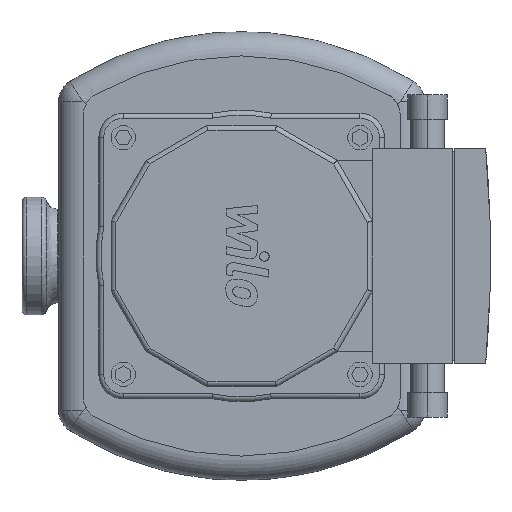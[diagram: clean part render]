
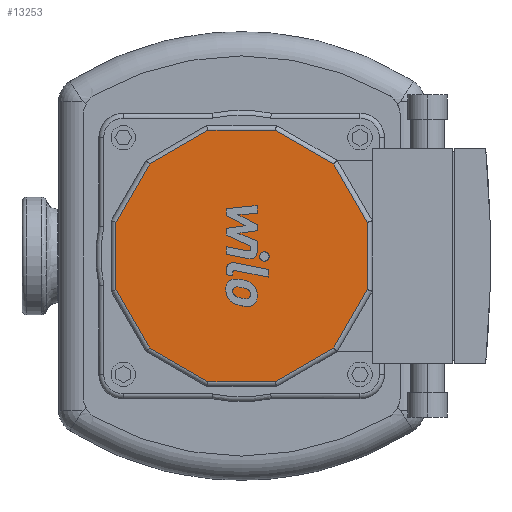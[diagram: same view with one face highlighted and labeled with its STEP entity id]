
A CAD part, front view. The second image highlights one B-rep face of the part: STEP entity #13253.
In plain terms, the highlighted planar face has unit normal (0, -1, 0).
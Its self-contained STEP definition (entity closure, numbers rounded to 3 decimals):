
#12825=CARTESIAN_POINT('',(76.201,-171.0,-51.5));
#12826=VERTEX_POINT('',#12825);
#12827=CARTESIAN_POINT('',(52.299,-171.0,-37.701));
#12828=VERTEX_POINT('',#12827);
#12829=CARTESIAN_POINT('',(76.201,-171.0,-51.5));
#12830=DIRECTION('',(-0.866,0.0,0.5));
#12831=VECTOR('',#12830,27.599);
#12832=LINE('',#12829,#12831);
#12833=EDGE_CURVE('',#12826,#12828,#12832,.T.);
#12867=CARTESIAN_POINT('',(38.5,-171.0,-13.799));
#12868=VERTEX_POINT('',#12867);
#12869=CARTESIAN_POINT('',(52.299,-171.0,-37.701));
#12870=DIRECTION('',(-0.5,0.0,0.866));
#12871=VECTOR('',#12870,27.599);
#12872=LINE('',#12869,#12871);
#12873=EDGE_CURVE('',#12828,#12868,#12872,.T.);
#12899=CARTESIAN_POINT('',(38.5,-171.0,13.799));
#12900=VERTEX_POINT('',#12899);
#12901=CARTESIAN_POINT('',(38.5,-171.0,-13.799));
#12902=DIRECTION('',(0.0,0.0,1.0));
#12903=VECTOR('',#12902,27.599);
#12904=LINE('',#12901,#12903);
#12905=EDGE_CURVE('',#12868,#12900,#12904,.T.);
#12931=CARTESIAN_POINT('',(52.299,-171.0,37.701));
#12932=VERTEX_POINT('',#12931);
#12933=CARTESIAN_POINT('',(38.5,-171.0,13.799));
#12934=DIRECTION('',(0.5,0.0,0.866));
#12935=VECTOR('',#12934,27.599);
#12936=LINE('',#12933,#12935);
#12937=EDGE_CURVE('',#12900,#12932,#12936,.T.);
#12963=CARTESIAN_POINT('',(76.201,-171.0,51.5));
#12964=VERTEX_POINT('',#12963);
#12965=CARTESIAN_POINT('',(52.299,-171.0,37.701));
#12966=DIRECTION('',(0.866,0.0,0.5));
#12967=VECTOR('',#12966,27.599);
#12968=LINE('',#12965,#12967);
#12969=EDGE_CURVE('',#12932,#12964,#12968,.T.);
#12995=CARTESIAN_POINT('',(103.799,-171.0,51.5));
#12996=VERTEX_POINT('',#12995);
#12997=CARTESIAN_POINT('',(76.201,-171.0,51.5));
#12998=DIRECTION('',(1.0,0.0,0.0));
#12999=VECTOR('',#12998,27.599);
#13000=LINE('',#12997,#12999);
#13001=EDGE_CURVE('',#12964,#12996,#13000,.T.);
#13027=CARTESIAN_POINT('',(127.701,-171.0,37.701));
#13028=VERTEX_POINT('',#13027);
#13029=CARTESIAN_POINT('',(103.799,-171.0,51.5));
#13030=DIRECTION('',(0.866,0.0,-0.5));
#13031=VECTOR('',#13030,27.599);
#13032=LINE('',#13029,#13031);
#13033=EDGE_CURVE('',#12996,#13028,#13032,.T.);
#13057=CARTESIAN_POINT('',(141.5,-171.0,13.799));
#13058=VERTEX_POINT('',#13057);
#13059=CARTESIAN_POINT('',(127.701,-171.0,37.701));
#13060=DIRECTION('',(0.5,0.0,-0.866));
#13061=VECTOR('',#13060,27.599);
#13062=LINE('',#13059,#13061);
#13063=EDGE_CURVE('',#13028,#13058,#13062,.T.);
#13082=CARTESIAN_POINT('',(141.5,-171.0,-13.799));
#13083=VERTEX_POINT('',#13082);
#13084=CARTESIAN_POINT('',(141.5,-171.0,13.799));
#13085=DIRECTION('',(0.0,0.0,-1.0));
#13086=VECTOR('',#13085,27.599);
#13087=LINE('',#13084,#13086);
#13088=EDGE_CURVE('',#13058,#13083,#13087,.T.);
#13107=CARTESIAN_POINT('',(127.701,-171.0,-37.701));
#13108=VERTEX_POINT('',#13107);
#13109=CARTESIAN_POINT('',(141.5,-171.0,-13.799));
#13110=DIRECTION('',(-0.5,0.0,-0.866));
#13111=VECTOR('',#13110,27.599);
#13112=LINE('',#13109,#13111);
#13113=EDGE_CURVE('',#13083,#13108,#13112,.T.);
#13132=CARTESIAN_POINT('',(103.799,-171.0,-51.5));
#13133=VERTEX_POINT('',#13132);
#13134=CARTESIAN_POINT('',(127.701,-171.0,-37.701));
#13135=DIRECTION('',(-0.866,0.0,-0.5));
#13136=VECTOR('',#13135,27.599);
#13137=LINE('',#13134,#13136);
#13138=EDGE_CURVE('',#13108,#13133,#13137,.T.);
#13164=CARTESIAN_POINT('',(103.799,-171.0,-51.5));
#13165=DIRECTION('',(-1.0,0.0,0.0));
#13166=VECTOR('',#13165,27.599);
#13167=LINE('',#13164,#13166);
#13168=EDGE_CURVE('',#13133,#12826,#13167,.T.);
#13234=CARTESIAN_POINT('',(90.,-171.0,0.));
#13235=DIRECTION('',(0.0,1.0,0.0));
#13236=DIRECTION('',(0.0,0.0,1.0));
#13237=AXIS2_PLACEMENT_3D('',#13234,#13235,#13236);
#13238=PLANE('',#13237);
#13239=ORIENTED_EDGE('',*,*,#12833,.F.);
#13240=ORIENTED_EDGE('',*,*,#13168,.F.);
#13241=ORIENTED_EDGE('',*,*,#13138,.F.);
#13242=ORIENTED_EDGE('',*,*,#13113,.F.);
#13243=ORIENTED_EDGE('',*,*,#13088,.F.);
#13244=ORIENTED_EDGE('',*,*,#13063,.F.);
#13245=ORIENTED_EDGE('',*,*,#13033,.F.);
#13246=ORIENTED_EDGE('',*,*,#13001,.F.);
#13247=ORIENTED_EDGE('',*,*,#12969,.F.);
#13248=ORIENTED_EDGE('',*,*,#12937,.F.);
#13249=ORIENTED_EDGE('',*,*,#12905,.F.);
#13250=ORIENTED_EDGE('',*,*,#12873,.F.);
#13251=EDGE_LOOP('',(#13239,#13240,#13241,#13242,#13243,#13244,#13245,#13246,#13247,#13248,#13249,#13250));
#13252=FACE_OUTER_BOUND('',#13251,.T.);
#13253=ADVANCED_FACE('',(#13252),#13238,.F.);
